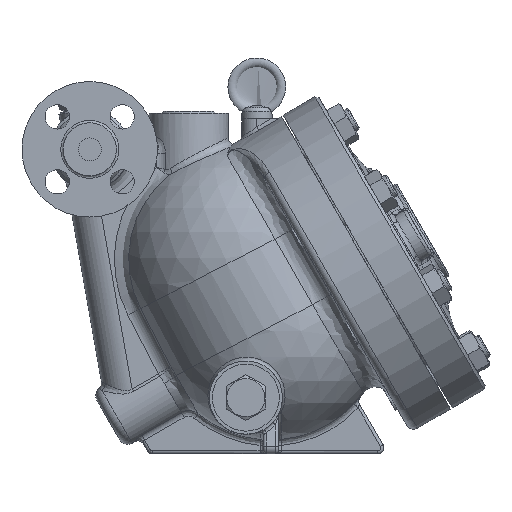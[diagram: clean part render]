
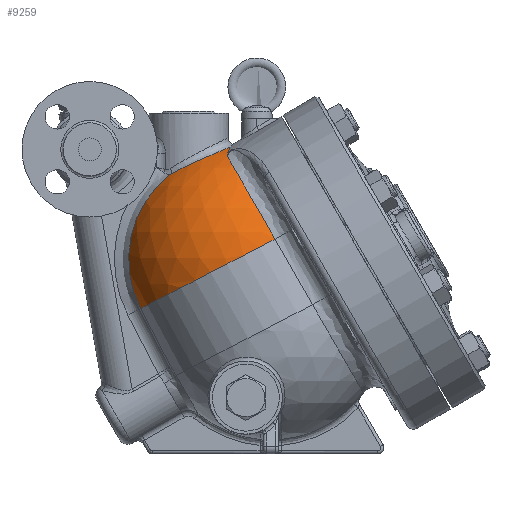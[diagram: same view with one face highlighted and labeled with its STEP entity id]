
A CAD part, front view. The second image highlights one B-rep face of the part: STEP entity #9259.
In plain terms, the highlighted spherical face has radius 75 mm.
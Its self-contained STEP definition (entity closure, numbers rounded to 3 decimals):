
#2604=CARTESIAN_POINT('',(25.401,-32.452,-4.841));
#2605=VERTEX_POINT('',#2604);
#2738=CARTESIAN_POINT('',(56.652,-69.219,-58.969));
#2739=VERTEX_POINT('',#2738);
#2740=CARTESIAN_POINT('',(55.978,0.,-57.803));
#2741=DIRECTION('',(0.866,0.,0.5));
#2742=DIRECTION('',(-0.01,-1.,0.017));
#2743=AXIS2_PLACEMENT_3D('',#2740,#2741,#2742);
#2744=CIRCLE('',#2743,69.232);
#2745=EDGE_CURVE('',#2605,#2739,#2744,.T.);
#4275=CARTESIAN_POINT('',(-31.633,-25.588,-104.587));
#4276=VERTEX_POINT('',#4275);
#4307=CARTESIAN_POINT('',(31.,0.0,-72.224));
#4308=DIRECTION('',(0.459,0.0,-0.888));
#4309=DIRECTION('',(-0.888,0.0,-0.459));
#4310=AXIS2_PLACEMENT_3D('',#4307,#4308,#4309);
#4311=CIRCLE('',#4310,75.);
#4312=EDGE_CURVE('',#2739,#4276,#4311,.T.);
#7478=CARTESIAN_POINT('',(27.249,-13.783,1.403));
#7479=VERTEX_POINT('',#7478);
#7503=CARTESIAN_POINT('',(25.623,-26.305,-2.194));
#7504=VERTEX_POINT('',#7503);
#7505=CARTESIAN_POINT('',(25.623,-26.305,-2.194));
#7506=CARTESIAN_POINT('',(26.154,-23.479,-1.092));
#7507=CARTESIAN_POINT('',(26.584,-20.46,-0.133));
#7508=CARTESIAN_POINT('',(26.914,-17.362,0.624));
#7509=CARTESIAN_POINT('',(27.04,-16.178,0.914));
#7510=CARTESIAN_POINT('',(27.151,-14.983,1.174));
#7511=CARTESIAN_POINT('',(27.249,-13.783,1.403));
#7512=B_SPLINE_CURVE_WITH_KNOTS('',3,(#7505,#7506,#7507,#7508,#7509,#7510,#7511),.UNSPECIFIED.,.F.,.U.,(4,3,4),(4.27,5.158,5.496),.UNSPECIFIED.);
#7513=EDGE_CURVE('',#7504,#7479,#7512,.T.);
#8966=CARTESIAN_POINT('',(25.401,-32.452,-4.841));
#8967=CARTESIAN_POINT('',(25.4,-32.432,-4.831));
#8968=CARTESIAN_POINT('',(25.399,-32.411,-4.821));
#8969=CARTESIAN_POINT('',(25.318,-30.728,-4.019));
#8970=CARTESIAN_POINT('',(25.319,-29.245,-3.381));
#8971=CARTESIAN_POINT('',(25.455,-27.435,-2.64));
#8972=CARTESIAN_POINT('',(25.519,-26.858,-2.41));
#8973=CARTESIAN_POINT('',(25.623,-26.305,-2.194));
#8974=B_SPLINE_CURVE_WITH_KNOTS('',3,(#8966,#8967,#8968,#8969,#8970,#8971,#8972,#8973),.UNSPECIFIED.,.F.,.U.,(4,2,2,4),(-0.007,0.0,0.553,0.796),.UNSPECIFIED.);
#8975=EDGE_CURVE('',#7504,#2605,#8974,.F.);
#9185=CARTESIAN_POINT('',(-11.609,-25.588,-16.057));
#9186=VERTEX_POINT('',#9185);
#9215=CARTESIAN_POINT('',(31.,-25.588,-72.224));
#9216=DIRECTION('',(0.0,1.,0.0));
#9217=DIRECTION('',(-0.984,0.0,0.178));
#9218=AXIS2_PLACEMENT_3D('',#9215,#9216,#9217);
#9219=CIRCLE('',#9218,70.5);
#9220=EDGE_CURVE('',#4276,#9186,#9219,.T.);
#9225=CARTESIAN_POINT('',(31.,0.0,-72.224));
#9226=DIRECTION('',(0.0,0.0,1.0));
#9227=DIRECTION('',(1.0,0.0,0.0));
#9228=AXIS2_PLACEMENT_3D('',#9225,#9226,#9227);
#9229=SPHERICAL_SURFACE('',#9228,75.0);
#9230=CARTESIAN_POINT('',(-11.609,-25.588,-16.057));
#9231=CARTESIAN_POINT('',(-10.4,-26.224,-15.429));
#9232=CARTESIAN_POINT('',(-8.527,-27.043,-14.473));
#9233=CARTESIAN_POINT('',(-5.964,-27.858,-13.196));
#9234=CARTESIAN_POINT('',(-3.334,-28.497,-11.908));
#9235=CARTESIAN_POINT('',(-0.636,-28.857,-10.617));
#9236=CARTESIAN_POINT('',(2.085,-28.93,-9.346));
#9237=CARTESIAN_POINT('',(4.347,-28.831,-8.304));
#9238=CARTESIAN_POINT('',(6.821,-28.518,-7.185));
#9239=CARTESIAN_POINT('',(10.41,-27.715,-5.59));
#9240=CARTESIAN_POINT('',(13.895,-26.388,-4.084));
#9241=CARTESIAN_POINT('',(17.151,-24.572,-2.709));
#9242=CARTESIAN_POINT('',(20.27,-22.412,-1.41));
#9243=CARTESIAN_POINT('',(22.729,-20.101,-0.407));
#9244=CARTESIAN_POINT('',(24.569,-17.879,0.334));
#9245=CARTESIAN_POINT('',(25.731,-16.324,0.8));
#9246=CARTESIAN_POINT('',(26.61,-14.939,1.15));
#9247=CARTESIAN_POINT('',(27.168,-13.931,1.371));
#9248=CARTESIAN_POINT('',(27.249,-13.783,1.403));
#9249=B_SPLINE_CURVE_WITH_KNOTS('',3,(#9230,#9231,#9232,#9233,#9234,#9235,#9236,#9237,#9238,#9239,#9240,#9241,#9242,#9243,#9244,#9245,#9246,#9247,#9248),.UNSPECIFIED.,.F.,.U.,(4,1,1,1,1,1,1,1,1,1,1,1,1,1,1,1,4),(11.19,11.665,11.902,12.14,12.615,12.852,13.089,13.406,13.722,14.356,14.672,14.989,15.622,15.78,15.938,16.255,16.309),.UNSPECIFIED.);
#9250=EDGE_CURVE('',#9186,#7479,#9249,.T.);
#9251=ORIENTED_EDGE('',*,*,#9250,.F.);
#9252=ORIENTED_EDGE('',*,*,#9220,.F.);
#9253=ORIENTED_EDGE('',*,*,#4312,.F.);
#9254=ORIENTED_EDGE('',*,*,#2745,.F.);
#9255=ORIENTED_EDGE('',*,*,#8975,.F.);
#9256=ORIENTED_EDGE('',*,*,#7513,.T.);
#9257=EDGE_LOOP('',(#9251,#9252,#9253,#9254,#9255,#9256));
#9258=FACE_OUTER_BOUND('',#9257,.T.);
#9259=ADVANCED_FACE('',(#9258),#9229,.T.);
